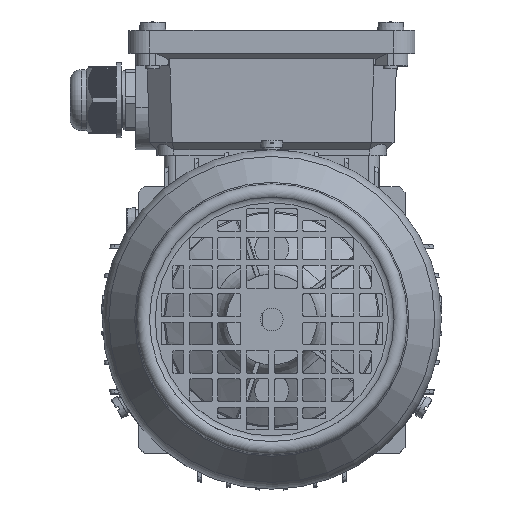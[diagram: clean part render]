
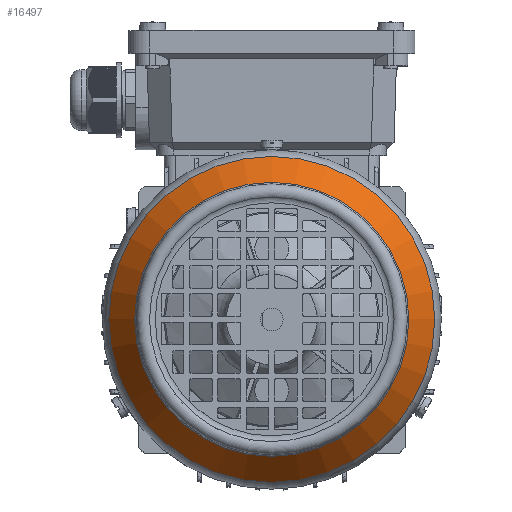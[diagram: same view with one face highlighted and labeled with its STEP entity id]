
A CAD part, top view. The second image highlights one B-rep face of the part: STEP entity #16497.
In plain terms, the highlighted conical face has half-angle 35 degrees and reference radius 57.485 mm.
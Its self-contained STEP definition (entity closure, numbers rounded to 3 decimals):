
#875=CONICAL_SURFACE('',#62244,57.485,35.);
#16497=ADVANCED_FACE('',(#21741,#21742),#875,.T.);
#21741=FACE_BOUND('',#23688,.T.);
#21742=FACE_BOUND('',#23689,.T.);
#23688=EDGE_LOOP('',(#32255));
#23689=EDGE_LOOP('',(#32256));
#32255=ORIENTED_EDGE('',*,*,#52759,.F.);
#32256=ORIENTED_EDGE('',*,*,#52760,.T.);
#46079=VERTEX_POINT('',#93035);
#46080=VERTEX_POINT('',#93038);
#52759=EDGE_CURVE('',#46079,#46079,#59260,.T.);
#52760=EDGE_CURVE('',#46080,#46080,#59261,.T.);
#59260=CIRCLE('',#62241,48.337);
#59261=CIRCLE('',#62243,57.485);
#62241=AXIS2_PLACEMENT_3D('',#93034,#71312,#71313);
#62243=AXIS2_PLACEMENT_3D('',#93037,#71316,#71317);
#62244=AXIS2_PLACEMENT_3D('',#93039,#71318,#71319);
#71312=DIRECTION('',(0.,0.,1.));
#71313=DIRECTION('',(1.,0.,0.));
#71316=DIRECTION('',(0.,0.,1.));
#71317=DIRECTION('',(1.,0.,0.));
#71318=DIRECTION('',(0.,0.,-1.));
#71319=DIRECTION('',(-1.,0.,0.));
#93034=CARTESIAN_POINT('',(0.,0.,165.234));
#93035=CARTESIAN_POINT('',(48.337,0.,165.234));
#93037=CARTESIAN_POINT('',(0.,0.,152.169));
#93038=CARTESIAN_POINT('',(57.485,0.,152.169));
#93039=CARTESIAN_POINT('',(0.,0.,152.169));
